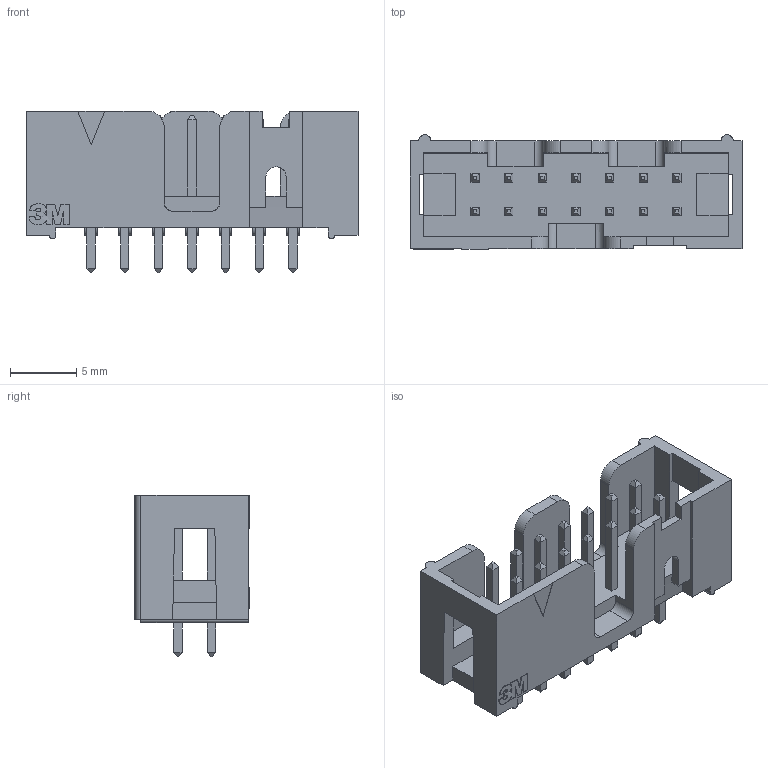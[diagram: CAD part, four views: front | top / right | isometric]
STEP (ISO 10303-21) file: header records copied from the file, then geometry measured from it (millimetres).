
FILE_DESCRIPTION((''),'2;1');
FILE_NAME('3M_2514-6002RB.stp','2008-05-14T18:53:33',(''),(''),'Mechanical Desktop 2008','Mechanical Desktop 2008',', , ');
FILE_SCHEMA(('AUTOMOTIVE_DESIGN { 1 2 10303 214 1 1 1 1 }'));
Length unit declared in the file: millimetre
Products named in the file (1): Product
Bounding box: 25.1 x 8.64 x 12.24 mm (x, y, z)
Volume: 748.1 mm3; surface area: 1642 mm2
Topology: 29 solids, 29 shells, 431 faces, 1010 edges, 640 vertices
Faces by surface type: plane 317, bspline 88, cylinder 26
Entity records: 12566 total; most frequent: CARTESIAN_POINT 3852, ORIENTED_EDGE 2020, DIRECTION 1248, EDGE_CURVE 1010, VERTEX_POINT 640, VECTOR 560, LINE 560, EDGE_LOOP 440
